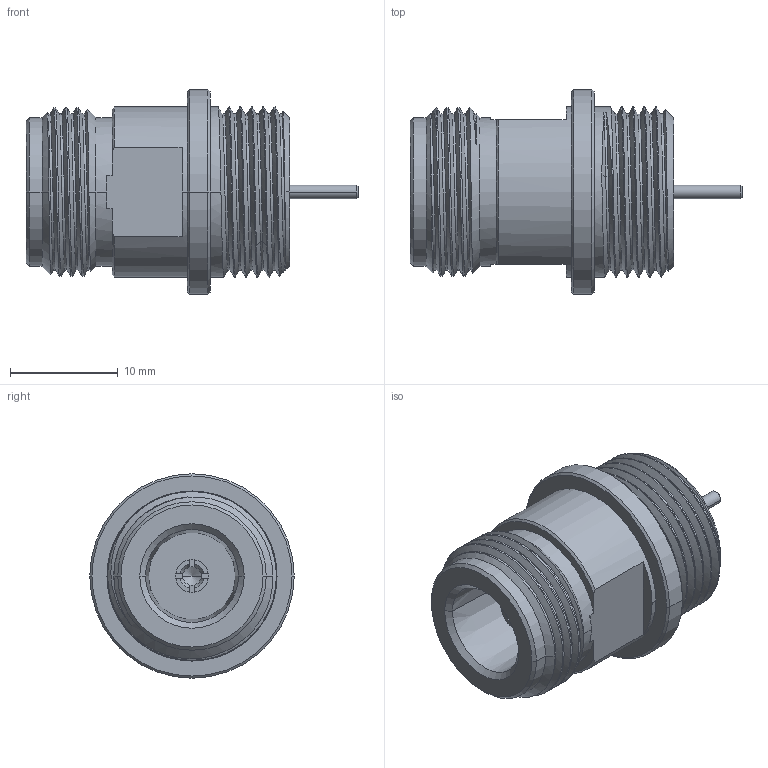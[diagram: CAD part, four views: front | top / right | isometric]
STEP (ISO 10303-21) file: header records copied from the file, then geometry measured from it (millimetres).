
FILE_DESCRIPTION((''),'2;1');
FILE_NAME('172255-12_SW0001','2020-05-19T10:59:21',('Clement'),(''),'CREO PARAMETRIC BY PTC INC, 2019444','CREO PARAMETRIC BY PTC INC, 2019444','');
FILE_SCHEMA(('CONFIG_CONTROL_DESIGN'));
Length unit declared in the file: millimetre
Products named in the file (1): 172255-12_SW0001
Bounding box: 30.85 x 19 x 19 mm (x, y, z)
Volume: 4041.1 mm3; surface area: 2366.3 mm2
Topology: 1 solids, 1 shells, 107 faces, 273 edges, 171 vertices
Faces by surface type: cylinder 36, plane 30, cone 26, bspline 15
Entity records: 7082 total; most frequent: CARTESIAN_POINT 4577, ORIENTED_EDGE 542, DIRECTION 473, EDGE_CURVE 271, AXIS2_PLACEMENT_3D 180, VERTEX_POINT 171, VECTOR 113, LINE 113
